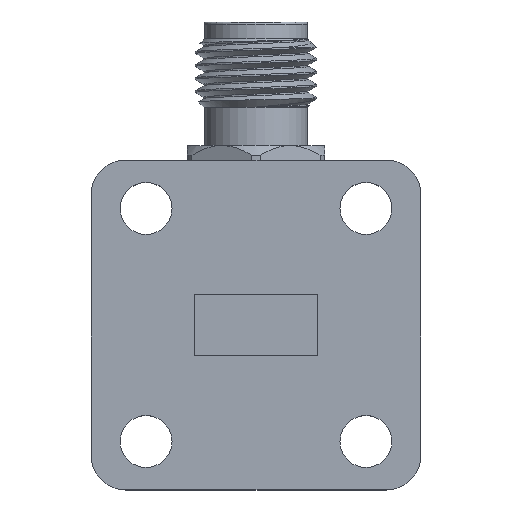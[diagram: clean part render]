
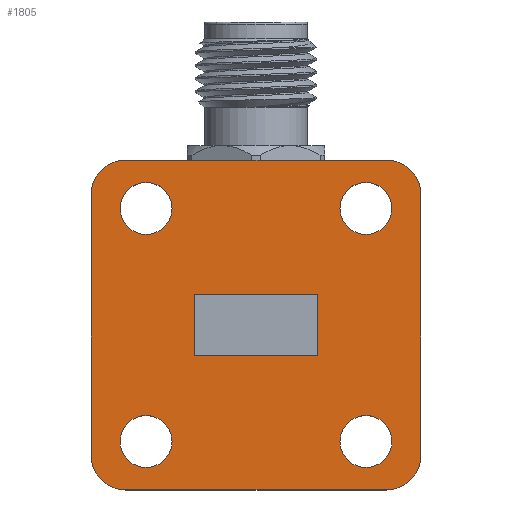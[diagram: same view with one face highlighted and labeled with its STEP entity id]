
A CAD part, top view. The second image highlights one B-rep face of the part: STEP entity #1805.
In plain terms, the highlighted planar face has unit normal (0, 0, 1).
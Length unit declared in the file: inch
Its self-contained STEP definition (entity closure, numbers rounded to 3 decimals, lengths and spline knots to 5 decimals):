
#61 = FACE_BOUND ( 'NONE', #1212, .T. ) ;
#88 = DIRECTION ( 'NONE',  ( -1., 0., 0. ) ) ;
#166 = CARTESIAN_POINT ( 'NONE',  ( 0.14, -0.07, 0. ) ) ;
#210 = CARTESIAN_POINT ( 'NONE',  ( -0.29626, 0.29626, 0. ) ) ;
#211 = CARTESIAN_POINT ( 'NONE',  ( 0.25, -0.26496, 0. ) ) ;
#238 = CARTESIAN_POINT ( 'NONE',  ( -0.19094, 0.26496, 0. ) ) ;
#249 = EDGE_CURVE ( 'NONE', #3695, #1041, #1893, .T. ) ;
#264 = DIRECTION ( 'NONE',  ( 0., 0., 1. ) ) ;
#277 = CARTESIAN_POINT ( 'NONE',  ( 0.375, 0.29626, 0. ) ) ;
#291 = EDGE_LOOP ( 'NONE', ( #2308 ) ) ;
#310 = CARTESIAN_POINT ( 'NONE',  ( -0.29626, -0.375, 0. ) ) ;
#329 = LINE ( 'NONE', #350, #645 ) ;
#350 = CARTESIAN_POINT ( 'NONE',  ( -0.14, -0.07, 0. ) ) ;
#374 = PLANE ( 'NONE',  #3961 ) ;
#416 = DIRECTION ( 'NONE',  ( 0., 0., 1. ) ) ;
#417 = LINE ( 'NONE', #2880, #1675 ) ;
#419 = CARTESIAN_POINT ( 'NONE',  ( -0.29626, 0.375, 0. ) ) ;
#449 = CARTESIAN_POINT ( 'NONE',  ( 0.14, -0.07, 0. ) ) ;
#460 = EDGE_CURVE ( 'NONE', #3313, #3313, #2703, .T. ) ;
#516 = VECTOR ( 'NONE', #2642, 39.37008 ) ;
#591 = EDGE_LOOP ( 'NONE', ( #3583 ) ) ;
#617 = DIRECTION ( 'NONE',  ( -1., 0., 0. ) ) ;
#631 = VECTOR ( 'NONE', #2142, 39.37008 ) ;
#633 = EDGE_CURVE ( 'NONE', #3832, #2073, #936, .T. ) ;
#634 = CARTESIAN_POINT ( 'NONE',  ( -0.14, 0.07, 0. ) ) ;
#645 = VECTOR ( 'NONE', #1804, 39.37008 ) ;
#681 = VERTEX_POINT ( 'NONE', #3102 ) ;
#702 = VERTEX_POINT ( 'NONE', #3765 ) ;
#742 = CARTESIAN_POINT ( 'NONE',  ( -0.14, -0.07, 0. ) ) ;
#745 = CARTESIAN_POINT ( 'NONE',  ( -0.375, -0.29626, 0. ) ) ;
#757 = DIRECTION ( 'NONE',  ( 0., 0., -1. ) ) ;
#802 = EDGE_CURVE ( 'NONE', #2073, #3888, #2349, .T. ) ;
#875 = ORIENTED_EDGE ( 'NONE', *, *, #3985, .F. ) ;
#889 = DIRECTION ( 'NONE',  ( 1., 0., 0. ) ) ;
#897 = ORIENTED_EDGE ( 'NONE', *, *, #249, .F. ) ;
#898 = AXIS2_PLACEMENT_3D ( 'NONE', #2413, #3079, #3352 ) ;
#923 = EDGE_CURVE ( 'NONE', #3234, #3695, #2946, .T. ) ;
#936 = CIRCLE ( 'NONE', #3532, 0.07874 ) ;
#961 = CIRCLE ( 'NONE', #1148, 0.05906 ) ;
#1003 = FACE_BOUND ( 'NONE', #3718, .T. ) ;
#1005 = VERTEX_POINT ( 'NONE', #2519 ) ;
#1012 = CARTESIAN_POINT ( 'NONE',  ( -0.14, 0.07, 0. ) ) ;
#1041 = VERTEX_POINT ( 'NONE', #634 ) ;
#1087 = DIRECTION ( 'NONE',  ( 1., 0., 0. ) ) ;
#1110 = ORIENTED_EDGE ( 'NONE', *, *, #3205, .F. ) ;
#1148 = AXIS2_PLACEMENT_3D ( 'NONE', #211, #3669, #889 ) ;
#1156 = VECTOR ( 'NONE', #617, 39.37008 ) ;
#1175 = ORIENTED_EDGE ( 'NONE', *, *, #802, .T. ) ;
#1190 = EDGE_LOOP ( 'NONE', ( #1995 ) ) ;
#1196 = ORIENTED_EDGE ( 'NONE', *, *, #633, .T. ) ;
#1201 = CARTESIAN_POINT ( 'NONE',  ( 0.29626, -0.29626, 0. ) ) ;
#1212 = EDGE_LOOP ( 'NONE', ( #875 ) ) ;
#1218 = LINE ( 'NONE', #1864, #1156 ) ;
#1253 = CIRCLE ( 'NONE', #3528, 0.07874 ) ;
#1280 = DIRECTION ( 'NONE',  ( 0., 0., 1. ) ) ;
#1319 = DIRECTION ( 'NONE',  ( -1., 0., 0. ) ) ;
#1364 = CIRCLE ( 'NONE', #3242, 0.07874 ) ;
#1367 = DIRECTION ( 'NONE',  ( 0., 1., 0. ) ) ;
#1387 = DIRECTION ( 'NONE',  ( 0., 1., 0. ) ) ;
#1400 = VERTEX_POINT ( 'NONE', #2672 ) ;
#1472 = CIRCLE ( 'NONE', #3757, 0.07874 ) ;
#1474 = EDGE_CURVE ( 'NONE', #1005, #1005, #961, .T. ) ;
#1524 = DIRECTION ( 'NONE',  ( -1., 0., 0. ) ) ;
#1614 = CIRCLE ( 'NONE', #2134, 0.05906 ) ;
#1619 = EDGE_CURVE ( 'NONE', #2201, #2929, #417, .T. ) ;
#1641 = EDGE_CURVE ( 'NONE', #2929, #3860, #1364, .T. ) ;
#1673 = VERTEX_POINT ( 'NONE', #742 ) ;
#1675 = VECTOR ( 'NONE', #1367, 39.37008 ) ;
#1682 = CARTESIAN_POINT ( 'NONE',  ( -0.25, 0.26496, 0. ) ) ;
#1804 = DIRECTION ( 'NONE',  ( 1., 0., 0. ) ) ;
#1805 = ADVANCED_FACE ( 'NONE', ( #61, #2290, #2254, #3537, #3141, #1003 ), #374, .F. ) ;
#1819 = ORIENTED_EDGE ( 'NONE', *, *, #3137, .F. ) ;
#1822 = EDGE_CURVE ( 'NONE', #681, #681, #1614, .T. ) ;
#1864 = CARTESIAN_POINT ( 'NONE',  ( -0.375, 0.375, 0. ) ) ;
#1893 = LINE ( 'NONE', #1012, #3932 ) ;
#1960 = ORIENTED_EDGE ( 'NONE', *, *, #1619, .T. ) ;
#1978 = CARTESIAN_POINT ( 'NONE',  ( -0.14, -0.07, 0. ) ) ;
#1995 = ORIENTED_EDGE ( 'NONE', *, *, #460, .F. ) ;
#2073 = VERTEX_POINT ( 'NONE', #310 ) ;
#2097 = EDGE_CURVE ( 'NONE', #1400, #3832, #3735, .T. ) ;
#2134 = AXIS2_PLACEMENT_3D ( 'NONE', #2820, #1280, #2517 ) ;
#2142 = DIRECTION ( 'NONE',  ( 0., -1., 0. ) ) ;
#2201 = VERTEX_POINT ( 'NONE', #2427 ) ;
#2233 = CARTESIAN_POINT ( 'NONE',  ( 0., 0., 0. ) ) ;
#2254 = FACE_BOUND ( 'NONE', #291, .T. ) ;
#2255 = VECTOR ( 'NONE', #2887, 39.37008 ) ;
#2290 = FACE_BOUND ( 'NONE', #591, .T. ) ;
#2294 = CARTESIAN_POINT ( 'NONE',  ( 0.29626, 0.29626, 0. ) ) ;
#2308 = ORIENTED_EDGE ( 'NONE', *, *, #1822, .F. ) ;
#2322 = CIRCLE ( 'NONE', #898, 0.05906 ) ;
#2349 = LINE ( 'NONE', #3927, #516 ) ;
#2368 = ORIENTED_EDGE ( 'NONE', *, *, #1641, .T. ) ;
#2390 = ORIENTED_EDGE ( 'NONE', *, *, #3385, .T. ) ;
#2412 = ORIENTED_EDGE ( 'NONE', *, *, #2097, .T. ) ;
#2413 = CARTESIAN_POINT ( 'NONE',  ( -0.25, -0.26496, 0. ) ) ;
#2427 = CARTESIAN_POINT ( 'NONE',  ( 0.375, -0.29626, 0. ) ) ;
#2517 = DIRECTION ( 'NONE',  ( 1., 0., 0. ) ) ;
#2519 = CARTESIAN_POINT ( 'NONE',  ( 0.30906, -0.26496, 0. ) ) ;
#2531 = LINE ( 'NONE', #1978, #2255 ) ;
#2564 = ORIENTED_EDGE ( 'NONE', *, *, #923, .F. ) ;
#2642 = DIRECTION ( 'NONE',  ( 1., 0., 0. ) ) ;
#2661 = VERTEX_POINT ( 'NONE', #419 ) ;
#2672 = CARTESIAN_POINT ( 'NONE',  ( -0.375, 0.29626, 0. ) ) ;
#2703 = CIRCLE ( 'NONE', #3224, 0.05906 ) ;
#2732 = DIRECTION ( 'NONE',  ( -1., 0., 0. ) ) ;
#2820 = CARTESIAN_POINT ( 'NONE',  ( 0.25, 0.26496, 0. ) ) ;
#2824 = CARTESIAN_POINT ( 'NONE',  ( -0.29626, -0.29626, 0. ) ) ;
#2836 = EDGE_CURVE ( 'NONE', #2661, #1400, #1253, .T. ) ;
#2845 = DIRECTION ( 'NONE',  ( 0., 0., 1. ) ) ;
#2880 = CARTESIAN_POINT ( 'NONE',  ( 0.375, -0.375, 0. ) ) ;
#2887 = DIRECTION ( 'NONE',  ( 0., -1., 0. ) ) ;
#2908 = CARTESIAN_POINT ( 'NONE',  ( 0.14, 0.07, 0. ) ) ;
#2929 = VERTEX_POINT ( 'NONE', #277 ) ;
#2946 = LINE ( 'NONE', #166, #3652 ) ;
#3028 = EDGE_CURVE ( 'NONE', #3860, #2661, #1218, .T. ) ;
#3079 = DIRECTION ( 'NONE',  ( 0., 0., 1. ) ) ;
#3102 = CARTESIAN_POINT ( 'NONE',  ( 0.30906, 0.26496, 0. ) ) ;
#3108 = EDGE_LOOP ( 'NONE', ( #1175, #2390, #1960, #2368, #3202, #3764, #2412, #1196 ) ) ;
#3137 = EDGE_CURVE ( 'NONE', #1673, #3234, #329, .T. ) ;
#3141 = FACE_OUTER_BOUND ( 'NONE', #3108, .T. ) ;
#3202 = ORIENTED_EDGE ( 'NONE', *, *, #3028, .T. ) ;
#3205 = EDGE_CURVE ( 'NONE', #1041, #1673, #2531, .T. ) ;
#3224 = AXIS2_PLACEMENT_3D ( 'NONE', #1682, #3876, #1087 ) ;
#3234 = VERTEX_POINT ( 'NONE', #449 ) ;
#3242 = AXIS2_PLACEMENT_3D ( 'NONE', #2294, #2845, #3461 ) ;
#3313 = VERTEX_POINT ( 'NONE', #238 ) ;
#3352 = DIRECTION ( 'NONE',  ( 1., 0., 0. ) ) ;
#3385 = EDGE_CURVE ( 'NONE', #3888, #2201, #1472, .T. ) ;
#3387 = CARTESIAN_POINT ( 'NONE',  ( -0.375, -0.375, 0. ) ) ;
#3394 = CARTESIAN_POINT ( 'NONE',  ( 0.29626, -0.375, 0. ) ) ;
#3461 = DIRECTION ( 'NONE',  ( -1., 0., 0. ) ) ;
#3475 = DIRECTION ( 'NONE',  ( -1., 0., 0. ) ) ;
#3528 = AXIS2_PLACEMENT_3D ( 'NONE', #210, #264, #2732 ) ;
#3532 = AXIS2_PLACEMENT_3D ( 'NONE', #2824, #416, #1319 ) ;
#3537 = FACE_BOUND ( 'NONE', #1190, .T. ) ;
#3583 = ORIENTED_EDGE ( 'NONE', *, *, #1474, .F. ) ;
#3652 = VECTOR ( 'NONE', #1387, 39.37008 ) ;
#3669 = DIRECTION ( 'NONE',  ( 0., 0., 1. ) ) ;
#3695 = VERTEX_POINT ( 'NONE', #2908 ) ;
#3703 = CARTESIAN_POINT ( 'NONE',  ( 0.29626, 0.375, 0. ) ) ;
#3718 = EDGE_LOOP ( 'NONE', ( #897, #2564, #1819, #1110 ) ) ;
#3735 = LINE ( 'NONE', #3387, #631 ) ;
#3757 = AXIS2_PLACEMENT_3D ( 'NONE', #1201, #3995, #1524 ) ;
#3764 = ORIENTED_EDGE ( 'NONE', *, *, #2836, .T. ) ;
#3765 = CARTESIAN_POINT ( 'NONE',  ( -0.19094, -0.26496, 0. ) ) ;
#3832 = VERTEX_POINT ( 'NONE', #745 ) ;
#3860 = VERTEX_POINT ( 'NONE', #3703 ) ;
#3876 = DIRECTION ( 'NONE',  ( 0., 0., 1. ) ) ;
#3888 = VERTEX_POINT ( 'NONE', #3394 ) ;
#3927 = CARTESIAN_POINT ( 'NONE',  ( -0.375, -0.375, 0. ) ) ;
#3932 = VECTOR ( 'NONE', #88, 39.37008 ) ;
#3961 = AXIS2_PLACEMENT_3D ( 'NONE', #2233, #757, #3475 ) ;
#3985 = EDGE_CURVE ( 'NONE', #702, #702, #2322, .T. ) ;
#3995 = DIRECTION ( 'NONE',  ( 0., 0., 1. ) ) ;
